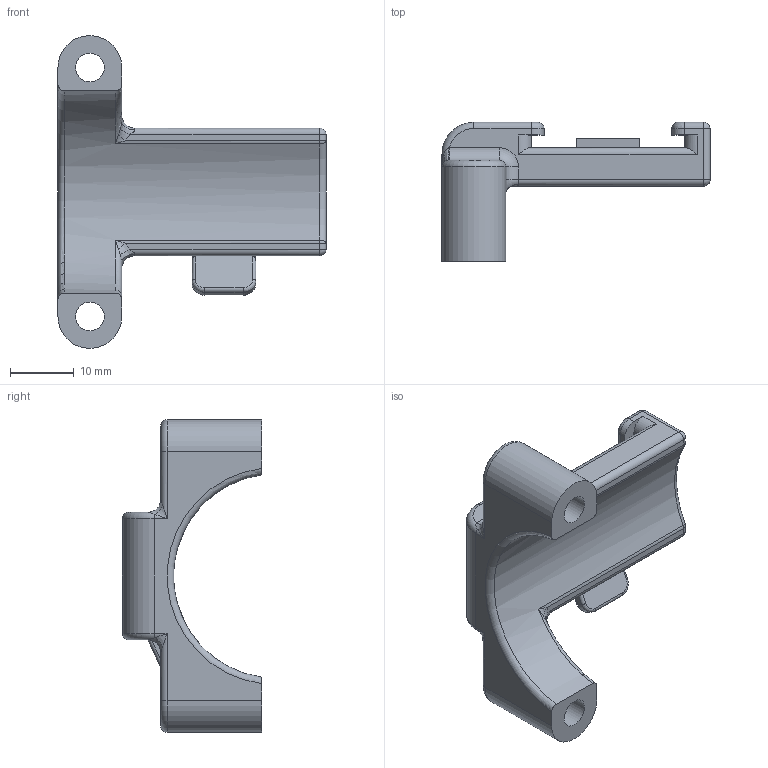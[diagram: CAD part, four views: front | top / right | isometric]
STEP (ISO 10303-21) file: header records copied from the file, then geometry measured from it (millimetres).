
FILE_DESCRIPTION(/* description */ (''),/* implementation_level */ '2;1');
FILE_NAME(/* name */ 'DisplayClip32.stp',/* time_stamp */ '2020-07-15T14:40:23+02:00',/* author */ ('hpcwoess'),/* organization */ (''),/* preprocessor_version */ 'ST-DEVELOPER v18.1',/* originating_system */ 'Autodesk Inventor 2020',/* authorisation */ '');
FILE_SCHEMA (('AUTOMOTIVE_DESIGN { 1 0 10303 214 3 1 1 }'));
Length unit declared in the file: millimetre
Products named in the file (1): DisplayClip32
Bounding box: 42 x 21.8 x 49 mm (x, y, z)
Volume: 8491.7 mm3; surface area: 5225.4 mm2
Topology: 1 solids, 1 shells, 117 faces, 283 edges, 164 vertices
Faces by surface type: cylinder 46, plane 33, bspline 18, torus 14, sphere 6
Full cylindrical faces by diameter (mm): 4.5 x2
Entity records: 3869 total; most frequent: CARTESIAN_POINT 1144, DIRECTION 575, ORIENTED_EDGE 558, EDGE_CURVE 279, AXIS2_PLACEMENT_3D 222, VERTEX_POINT 164, LINE 131, VECTOR 131
